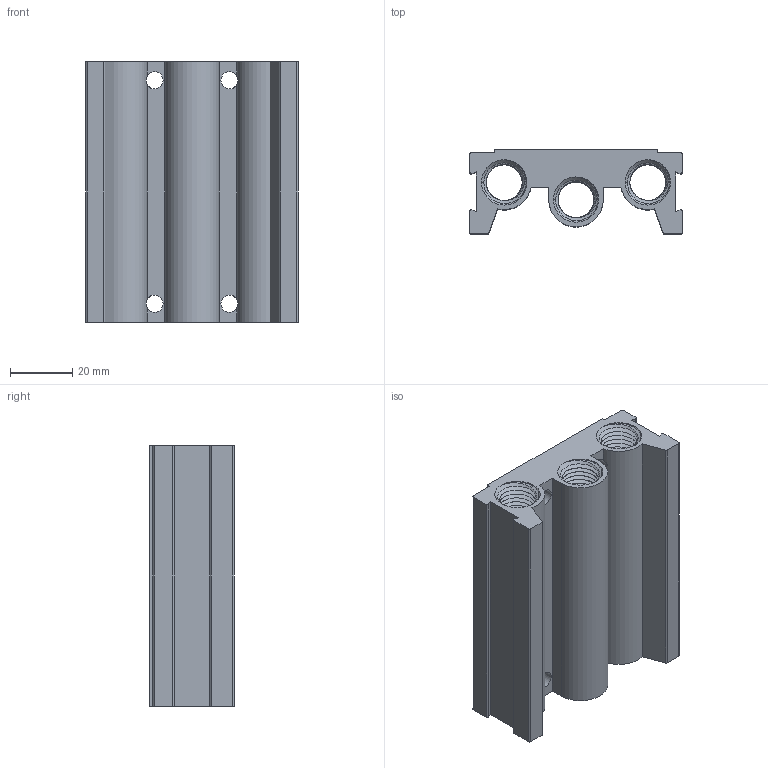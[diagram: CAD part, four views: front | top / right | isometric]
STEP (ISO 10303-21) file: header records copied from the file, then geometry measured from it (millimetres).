
FILE_DESCRIPTION (( 'STEP AP203' ), '1' );
FILE_NAME ('mf4500-m02.STEP', '2013-02-05T01:14:55', ( '' ), ( '' ), 'SwSTEP 2.0', 'SolidWorks 2008', '' );
FILE_SCHEMA (( 'CONFIG_CONTROL_DESIGN' ));
Length unit declared in the file: millimetre
Products named in the file (1): mf4500-m02
Bounding box: 68 x 27 x 83.5 mm (x, y, z)
Volume: 74941.8 mm3; surface area: 36260.3 mm2
Topology: 1 solids, 1 shells, 228 faces, 762 edges, 540 vertices
Faces by surface type: cylinder 133, plane 47, cone 24, bspline 24
Entity records: 18152 total; most frequent: CARTESIAN_POINT 12234, ORIENTED_EDGE 1524, DIRECTION 906, EDGE_CURVE 762, VERTEX_POINT 540, AXIS2_PLACEMENT_3D 323, VECTOR 260, LINE 260
